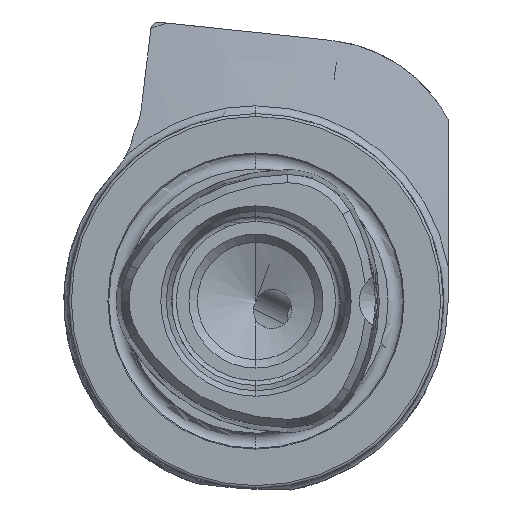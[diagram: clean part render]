
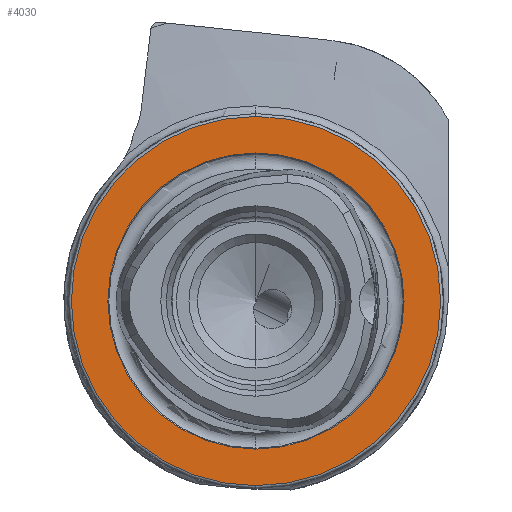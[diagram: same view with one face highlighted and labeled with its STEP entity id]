
A CAD part, left-side view. The second image highlights one B-rep face of the part: STEP entity #4030.
In plain terms, the highlighted planar face has unit normal (-1, 0, 0).
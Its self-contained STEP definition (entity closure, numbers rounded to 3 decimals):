
#620 = VERTEX_POINT ( 'NONE', #21810 ) ;
#1006 = EDGE_LOOP ( 'NONE', ( #4108, #21605 ) ) ;
#1435 = VERTEX_POINT ( 'NONE', #6583 ) ;
#2792 = DIRECTION ( 'NONE',  ( 0., 0., 1. ) ) ;
#2992 = AXIS2_PLACEMENT_3D ( 'NONE', #12675, #15987, #16071 ) ;
#3088 = DIRECTION ( 'NONE',  ( -1., 0., 0. ) ) ;
#3686 = AXIS2_PLACEMENT_3D ( 'NONE', #13557, #10060, #18777 ) ;
#4030 = ADVANCED_FACE ( 'NONE', ( #11881, #18815 ), #22590, .F. ) ;
#4108 = ORIENTED_EDGE ( 'NONE', *, *, #5959, .F. ) ;
#4829 = DIRECTION ( 'NONE',  ( 0., 0., 1. ) ) ;
#5483 = CARTESIAN_POINT ( 'NONE',  ( 0., 0., -19.7 ) ) ;
#5959 = EDGE_CURVE ( 'NONE', #15149, #620, #17644, .T. ) ;
#6583 = CARTESIAN_POINT ( 'NONE',  ( 0., 0., 19.7 ) ) ;
#6658 = EDGE_CURVE ( 'NONE', #15391, #1435, #17626, .T. ) ;
#6930 = CIRCLE ( 'NONE', #22763, 19.7 ) ;
#8794 = ORIENTED_EDGE ( 'NONE', *, *, #6658, .T. ) ;
#9445 = ORIENTED_EDGE ( 'NONE', *, *, #17139, .T. ) ;
#9821 = DIRECTION ( 'NONE',  ( -1., 0., 0. ) ) ;
#10060 = DIRECTION ( 'NONE',  ( 1., 0., 0. ) ) ;
#11881 = FACE_BOUND ( 'NONE', #1006, .T. ) ;
#12675 = CARTESIAN_POINT ( 'NONE',  ( 0., 0., 0. ) ) ;
#13220 = CARTESIAN_POINT ( 'NONE',  ( 0., 0., 0. ) ) ;
#13351 = CIRCLE ( 'NONE', #20241, 15.8 ) ;
#13400 = CARTESIAN_POINT ( 'NONE',  ( 0., 0., 15.8 ) ) ;
#13557 = CARTESIAN_POINT ( 'NONE',  ( 0., 15.8, 0. ) ) ;
#13899 = EDGE_CURVE ( 'NONE', #620, #15149, #13351, .T. ) ;
#14312 = AXIS2_PLACEMENT_3D ( 'NONE', #18771, #9821, #22302 ) ;
#15086 = EDGE_LOOP ( 'NONE', ( #9445, #8794 ) ) ;
#15149 = VERTEX_POINT ( 'NONE', #13400 ) ;
#15391 = VERTEX_POINT ( 'NONE', #5483 ) ;
#15987 = DIRECTION ( 'NONE',  ( -1., 0., 0. ) ) ;
#16071 = DIRECTION ( 'NONE',  ( 0., 0., 1. ) ) ;
#17139 = EDGE_CURVE ( 'NONE', #1435, #15391, #6930, .T. ) ;
#17626 = CIRCLE ( 'NONE', #14312, 19.7 ) ;
#17644 = CIRCLE ( 'NONE', #2992, 15.8 ) ;
#18771 = CARTESIAN_POINT ( 'NONE',  ( 0., 0., 0. ) ) ;
#18777 = DIRECTION ( 'NONE',  ( 0., 0., -1. ) ) ;
#18805 = DIRECTION ( 'NONE',  ( -1., 0., 0. ) ) ;
#18815 = FACE_OUTER_BOUND ( 'NONE', #15086, .T. ) ;
#20241 = AXIS2_PLACEMENT_3D ( 'NONE', #20511, #3088, #4829 ) ;
#20511 = CARTESIAN_POINT ( 'NONE',  ( 0., 0., 0. ) ) ;
#21605 = ORIENTED_EDGE ( 'NONE', *, *, #13899, .F. ) ;
#21810 = CARTESIAN_POINT ( 'NONE',  ( 0., 0., -15.8 ) ) ;
#22302 = DIRECTION ( 'NONE',  ( 0., 0., 1. ) ) ;
#22590 = PLANE ( 'NONE',  #3686 ) ;
#22763 = AXIS2_PLACEMENT_3D ( 'NONE', #13220, #18805, #2792 ) ;
